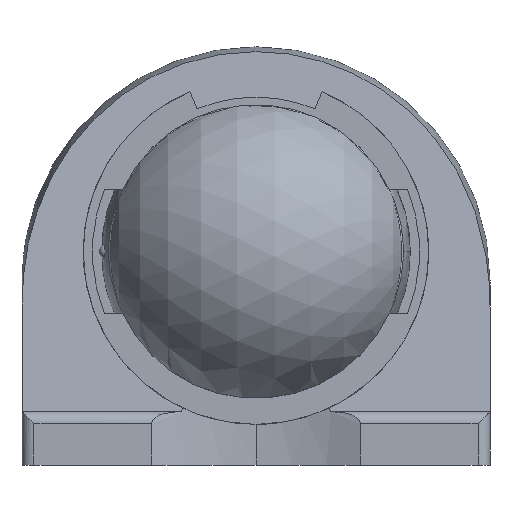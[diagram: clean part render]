
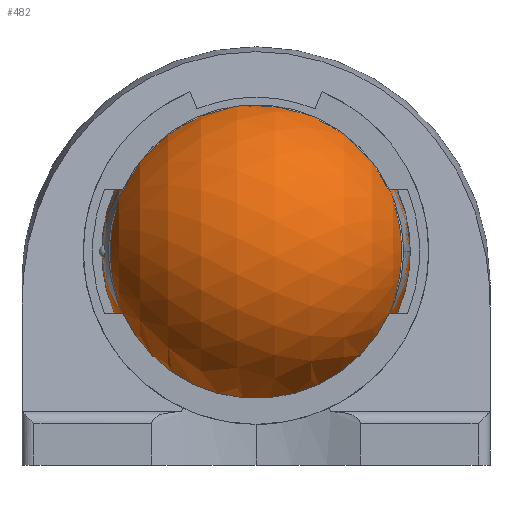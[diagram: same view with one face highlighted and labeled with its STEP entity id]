
A CAD part, left-side view. The second image highlights one B-rep face of the part: STEP entity #482.
In plain terms, the highlighted spherical face has radius 31 mm.
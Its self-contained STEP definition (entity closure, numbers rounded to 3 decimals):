
#482=ADVANCED_FACE('',(#1120),#1121,.F.);
#1120=FACE_OUTER_BOUND('',#2037,.T.);
#1121=SPHERICAL_SURFACE('',#2038,31.);
#2037=EDGE_LOOP('',(#3096,#3097,#3098,#3099,#3100,#3101,#3102,#3103));
#2038=AXIS2_PLACEMENT_3D('',#3104,#3105,#3106);
#3096=ORIENTED_EDGE('',*,*,#5151,.T.);
#3097=ORIENTED_EDGE('',*,*,#5294,.T.);
#3098=ORIENTED_EDGE('',*,*,#5157,.T.);
#3099=ORIENTED_EDGE('',*,*,#5295,.T.);
#3100=ORIENTED_EDGE('',*,*,#5296,.T.);
#3101=ORIENTED_EDGE('',*,*,#5297,.F.);
#3102=ORIENTED_EDGE('',*,*,#5298,.T.);
#3103=ORIENTED_EDGE('',*,*,#5299,.T.);
#3104=CARTESIAN_POINT('',(0.,0.0,0.0));
#3105=DIRECTION('',(0.0,-1.0,0.));
#3106=DIRECTION('',(1.0,0.0,0.0));
#5151=EDGE_CURVE('',#6094,#6095,#6096,.T.);
#5157=EDGE_CURVE('',#6107,#6105,#6108,.T.);
#5294=EDGE_CURVE('',#6095,#6107,#6312,.T.);
#5295=EDGE_CURVE('',#6105,#6313,#6314,.T.);
#5296=EDGE_CURVE('',#6313,#6315,#6316,.T.);
#5297=EDGE_CURVE('',#6317,#6315,#6318,.T.);
#5298=EDGE_CURVE('',#6317,#6319,#6320,.T.);
#5299=EDGE_CURVE('',#6319,#6094,#6321,.T.);
#6094=VERTEX_POINT('',#7620);
#6095=VERTEX_POINT('',#7621);
#6096=CIRCLE('',#7622,31.);
#6105=VERTEX_POINT('',#7631);
#6107=VERTEX_POINT('',#7633);
#6108=CIRCLE('',#7634,31.);
#6312=CIRCLE('',#8134,30.734);
#6313=VERTEX_POINT('',#8135);
#6314=CIRCLE('',#8136,31.);
#6315=VERTEX_POINT('',#8137);
#6316=CIRCLE('',#8138,28.412);
#6317=VERTEX_POINT('',#8139);
#6318=CIRCLE('',#8140,29.508);
#6319=VERTEX_POINT('',#8141);
#6320=CIRCLE('',#8142,28.412);
#6321=CIRCLE('',#8143,31.);
#7620=CARTESIAN_POINT('',(0.,-31.,0.));
#7621=CARTESIAN_POINT('',(4.05,-30.734,0.));
#7622=AXIS2_PLACEMENT_3D('',#10449,#10450,#10451);
#7631=CARTESIAN_POINT('',(0.,31.,0.));
#7633=CARTESIAN_POINT('',(4.05,30.734,0.));
#7634=AXIS2_PLACEMENT_3D('',#10467,#10468,#10469);
#8134=AXIS2_PLACEMENT_3D('',#10646,#10647,#10648);
#8135=CARTESIAN_POINT('',(0.,28.412,-12.4));
#8136=AXIS2_PLACEMENT_3D('',#10649,#10650,#10651);
#8137=CARTESIAN_POINT('',(-9.5,26.777,-12.4));
#8138=AXIS2_PLACEMENT_3D('',#10652,#10653,#10654);
#8139=CARTESIAN_POINT('',(-9.5,-26.777,-12.4));
#8140=AXIS2_PLACEMENT_3D('',#10655,#10656,#10657);
#8141=CARTESIAN_POINT('',(0.,-28.412,-12.4));
#8142=AXIS2_PLACEMENT_3D('',#10658,#10659,#10660);
#8143=AXIS2_PLACEMENT_3D('',#10661,#10662,#10663);
#10449=CARTESIAN_POINT('',(0.,0.0,0.0));
#10450=DIRECTION('',(0.,0.,1.0));
#10451=DIRECTION('',(0.0,-1.0,0.));
#10467=CARTESIAN_POINT('',(0.,0.0,0.0));
#10468=DIRECTION('',(0.,0.,1.0));
#10469=DIRECTION('',(0.0,-1.0,0.));
#10646=CARTESIAN_POINT('',(4.05,0.0,0.0));
#10647=DIRECTION('',(1.0,0.0,-0.0));
#10648=DIRECTION('',(0.0,0.,1.0));
#10649=CARTESIAN_POINT('',(0.0,0.0,0.0));
#10650=DIRECTION('',(-1.0,0.0,0.));
#10651=DIRECTION('',(0.,0.0,1.0));
#10652=CARTESIAN_POINT('',(0.,0.,-12.4));
#10653=DIRECTION('',(0.,0.,1.0));
#10654=DIRECTION('',(0.0,-1.0,0.));
#10655=CARTESIAN_POINT('',(-9.5,0.0,0.0));
#10656=DIRECTION('',(1.0,0.0,-0.0));
#10657=DIRECTION('',(0.0,0.,1.0));
#10658=CARTESIAN_POINT('',(0.,0.,-12.4));
#10659=DIRECTION('',(0.,0.,1.0));
#10660=DIRECTION('',(0.0,-1.0,0.));
#10661=CARTESIAN_POINT('',(0.0,0.0,0.0));
#10662=DIRECTION('',(-1.0,0.0,0.));
#10663=DIRECTION('',(0.,0.0,1.0));
